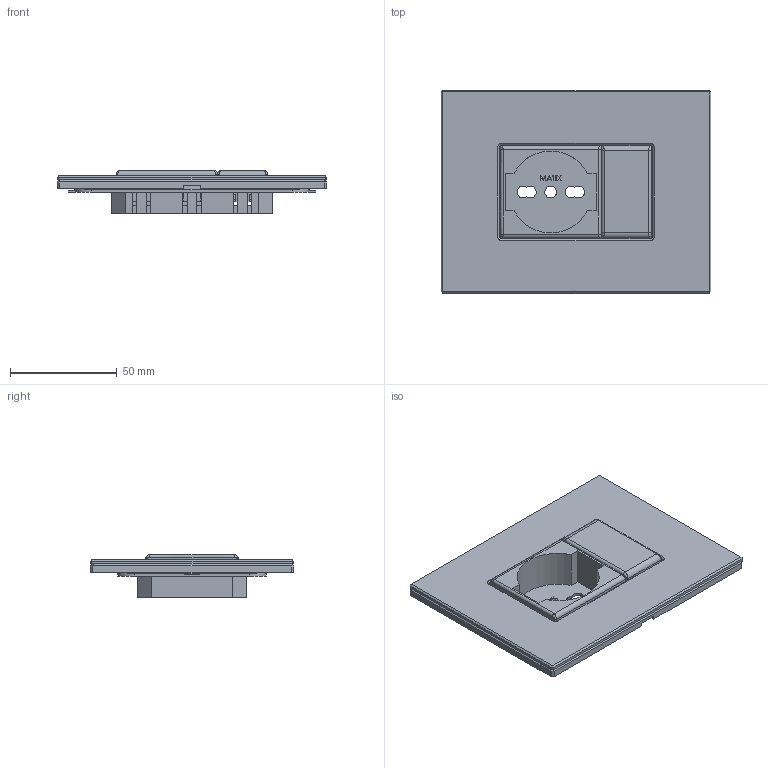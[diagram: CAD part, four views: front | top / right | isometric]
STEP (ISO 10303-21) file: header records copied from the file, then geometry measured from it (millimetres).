
FILE_DESCRIPTION (( 'STEP AP214' ), '1' );
FILE_NAME ('MATIX+KALOS-Three Way-20210125.STEP', '2021-01-26T01:17:39', ( 'ylmfeng' ), ( 'ylmfeng.com' ), 'SwSTEP 2.0', 'SolidWorks 2016', '' );
FILE_SCHEMA (( 'AUTOMOTIVE_DESIGN' ));
Length unit declared in the file: millimetre
Products named in the file (6): 4BOX-KALOS三位支架; 4BOX-Blank-MATIX諾啞醱啣-20180109; 4BOX-module-MATIX-20190704; Vitrum三位玻璃边框-MATIX-20191121; Vitrum三位边框衬板-MATIX-20200303; MATIX+KALOS-Three Way-20210125
Assembly tree (5 placements, depth 2):
  MATIX+KALOS-Three Way-20210125
    Vitrum三位边框衬板-MATIX-20200303
    Vitrum三位玻璃边框-MATIX-20191121
    4BOX-module-MATIX-20190704
    4BOX-Blank-MATIX諾啞醱啣-20180109
    4BOX-KALOS三位支架
Bounding box: 126 x 95 x 19.8 mm (x, y, z)
Volume: 67447.2 mm3; surface area: 71236.3 mm2
Topology: 5 solids, 5 shells, 2033 faces, 5466 edges, 3578 vertices
Faces by surface type: plane 1493, bspline 411, cylinder 115, cone 6, torus 4, sphere 4
Entity records: 85479 total; most frequent: CARTESIAN_POINT 37187, ORIENTED_EDGE 10924, DIRECTION 7862, EDGE_CURVE 5462, VECTOR 4290, LINE 4290, VERTEX_POINT 3578, EDGE_LOOP 2216
